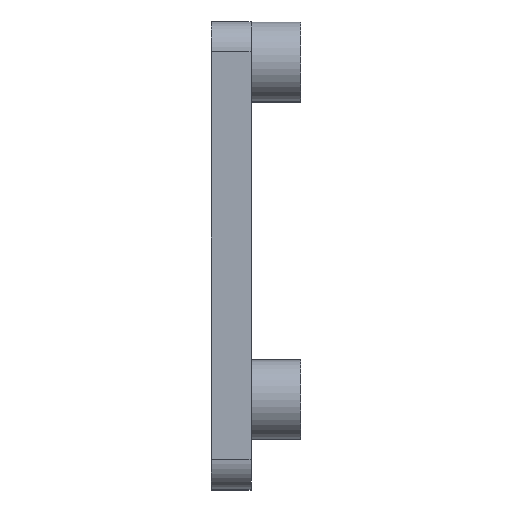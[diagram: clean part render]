
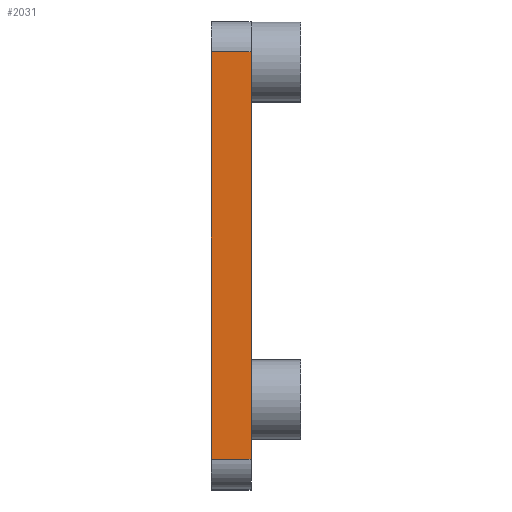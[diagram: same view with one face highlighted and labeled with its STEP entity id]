
A CAD part, top view. The second image highlights one B-rep face of the part: STEP entity #2031.
In plain terms, the highlighted planar face has unit normal (0, 0, 1).
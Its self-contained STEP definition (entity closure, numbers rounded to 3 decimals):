
#197=LINE('',#2709,#334);
#217=LINE('',#2795,#354);
#240=LINE('',#3030,#377);
#321=LINE('',#4644,#458);
#334=VECTOR('',#2261,10.);
#354=VECTOR('',#2337,10.);
#377=VECTOR('',#2412,10.);
#458=VECTOR('',#2645,10.);
#596=FACE_OUTER_BOUND('',#735,.T.);
#735=EDGE_LOOP('',(#1881,#1882,#1883,#1884));
#826=VERTEX_POINT('',#2706);
#827=VERTEX_POINT('',#2708);
#864=VERTEX_POINT('',#2792);
#865=VERTEX_POINT('',#2794);
#1027=EDGE_CURVE('',#826,#827,#197,.T.);
#1069=EDGE_CURVE('',#864,#865,#217,.T.);
#1111=EDGE_CURVE('',#865,#826,#240,.T.);
#1298=EDGE_CURVE('',#827,#864,#321,.T.);
#1881=ORIENTED_EDGE('',*,*,#1111,.F.);
#1882=ORIENTED_EDGE('',*,*,#1069,.F.);
#1883=ORIENTED_EDGE('',*,*,#1298,.F.);
#1884=ORIENTED_EDGE('',*,*,#1027,.F.);
#1924=PLANE('',#2201);
#2031=ADVANCED_FACE('',(#596),#1924,.T.);
#2201=AXIS2_PLACEMENT_3D('',#4645,#2646,#2647);
#2261=DIRECTION('',(0.,-1.,0.));
#2337=DIRECTION('',(0.,1.,0.));
#2412=DIRECTION('',(1.,0.,0.));
#2645=DIRECTION('',(-1.,0.,0.));
#2646=DIRECTION('center_axis',(0.,0.,1.));
#2647=DIRECTION('ref_axis',(0.,1.,0.));
#2706=CARTESIAN_POINT('',(23.915,33.001,154.16));
#2708=CARTESIAN_POINT('',(23.915,-7.999,154.16));
#2709=CARTESIAN_POINT('',(23.915,31.001,154.16));
#2792=CARTESIAN_POINT('',(19.915,-7.999,154.16));
#2794=CARTESIAN_POINT('',(19.915,33.001,154.16));
#2795=CARTESIAN_POINT('',(19.915,31.001,154.16));
#3030=CARTESIAN_POINT('',(21.915,33.001,154.16));
#4644=CARTESIAN_POINT('',(23.915,-7.999,154.16));
#4645=CARTESIAN_POINT('Origin',(23.915,-10.999,154.16));
